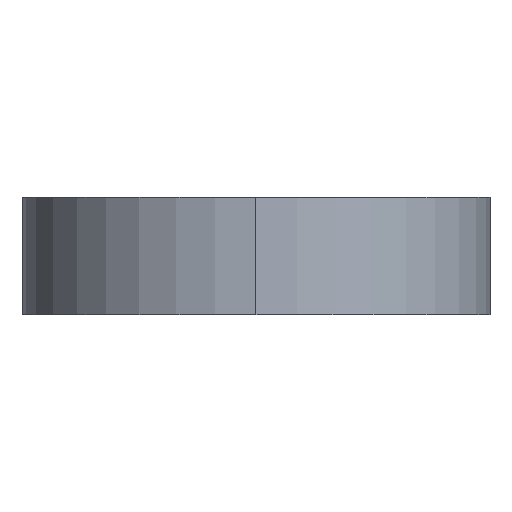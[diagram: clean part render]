
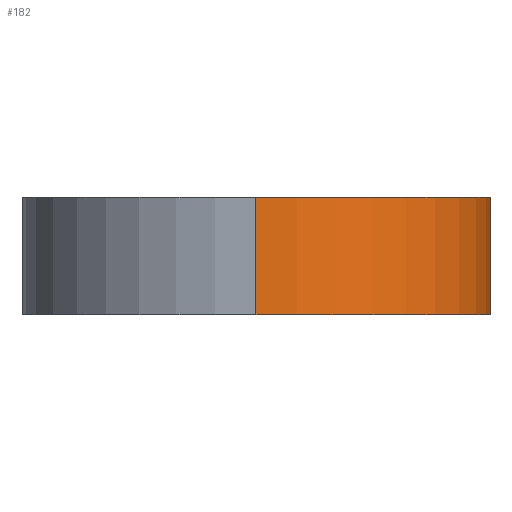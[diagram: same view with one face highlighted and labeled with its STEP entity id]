
A CAD part, left-side view. The second image highlights one B-rep face of the part: STEP entity #182.
In plain terms, the highlighted cylindrical face has radius 20 mm (diameter 40 mm), a partial arc.
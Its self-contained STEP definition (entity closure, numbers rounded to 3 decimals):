
#10 = VERTEX_POINT ( 'NONE', #134 ) ;
#14 = CARTESIAN_POINT ( 'NONE',  ( 0., 0., -5. ) ) ;
#19 = CARTESIAN_POINT ( 'NONE',  ( 20., 0., -5. ) ) ;
#21 = CARTESIAN_POINT ( 'NONE',  ( 20., 0., 5. ) ) ;
#25 = CARTESIAN_POINT ( 'NONE',  ( 20., 0., -5. ) ) ;
#35 = CARTESIAN_POINT ( 'NONE',  ( 0., 0., 5. ) ) ;
#44 = CARTESIAN_POINT ( 'NONE',  ( 19.96, -1.303, 4.839 ) ) ;
#51 = CARTESIAN_POINT ( 'NONE',  ( 19.602, -3.975, 3.051 ) ) ;
#52 = CARTESIAN_POINT ( 'NONE',  ( 19.375, -4.959, 0.66 ) ) ;
#55 = CARTESIAN_POINT ( 'NONE',  ( 19.43, -4.743, 1.616 ) ) ;
#66 = CARTESIAN_POINT ( 'NONE',  ( -20., 0., 5. ) ) ;
#74 = CARTESIAN_POINT ( 'NONE',  ( 19.844, -2.51, -4.337 ) ) ;
#77 = CARTESIAN_POINT ( 'NONE',  ( 19.382, -4.935, 0.821 ) ) ;
#78 = CARTESIAN_POINT ( 'NONE',  ( 19.726, -3.308, -3.763 ) ) ;
#79 = CARTESIAN_POINT ( 'NONE',  ( 19.727, -3.304, 3.767 ) ) ;
#81 = CARTESIAN_POINT ( 'NONE',  ( 19.406, -4.84, -1.296 ) ) ;
#90 = EDGE_CURVE ( 'NONE', #10, #158, #119, .T. ) ;
#95 = AXIS2_PLACEMENT_3D ( 'NONE', #35, #142, #278 ) ;
#101 = B_SPLINE_CURVE_WITH_KNOTS ( 'NONE', 3,
 ( #343, #205, #105, #44, #175, #153, #198, #133, #79, #179, #51, #320, #201, #55, #314, #77, #52, #178, #290, #310, #154, #81, #180, #261, #131, #149, #257, #78, #230, #74, #156, #107, #288, #236, #284, #19 ),
 .UNSPECIFIED., .F., .F.,
 ( 4, 2, 2, 2, 2, 2, 2, 2, 2, 2, 2, 2, 2, 2, 2, 2, 2, 4 ),
 ( 0.016, 0.017, 0.018, 0.019, 0.02, 0.021, 0.022, 0.023, 0.023, 0.024, 0.025, 0.026, 0.026, 0.027, 0.028, 0.029, 0.03, 0.031 ),
 .UNSPECIFIED. ) ;
#105 = CARTESIAN_POINT ( 'NONE',  ( 19.992, -0.653, 4.968 ) ) ;
#107 = CARTESIAN_POINT ( 'NONE',  ( 19.936, -1.621, -4.741 ) ) ;
#113 = CIRCLE ( 'NONE', #95, 20. ) ;
#119 = LINE ( 'NONE', #331, #337 ) ;
#123 = EDGE_CURVE ( 'NONE', #10, #298, #282, .T. ) ;
#131 = CARTESIAN_POINT ( 'NONE',  ( 19.524, -4.34, -2.505 ) ) ;
#133 = CARTESIAN_POINT ( 'NONE',  ( 19.768, -3.053, 3.973 ) ) ;
#134 = CARTESIAN_POINT ( 'NONE',  ( -20., 0., -5. ) ) ;
#136 = ORIENTED_EDGE ( 'NONE', *, *, #90, .F. ) ;
#141 = ORIENTED_EDGE ( 'NONE', *, *, #123, .T. ) ;
#142 = DIRECTION ( 'NONE',  ( 0., 0., 1. ) ) ;
#144 = ORIENTED_EDGE ( 'NONE', *, *, #234, .F. ) ;
#145 = FACE_OUTER_BOUND ( 'NONE', #165, .T. ) ;
#149 = CARTESIAN_POINT ( 'NONE',  ( 19.602, -3.975, -3.05 ) ) ;
#153 = CARTESIAN_POINT ( 'NONE',  ( 19.879, -2.218, 4.493 ) ) ;
#154 = CARTESIAN_POINT ( 'NONE',  ( 19.373, -4.968, -0.654 ) ) ;
#156 = CARTESIAN_POINT ( 'NONE',  ( 19.878, -2.223, -4.49 ) ) ;
#158 = VERTEX_POINT ( 'NONE', #66 ) ;
#165 = EDGE_LOOP ( 'NONE', ( #136, #141, #144, #214 ) ) ;
#172 = EDGE_CURVE ( 'NONE', #158, #212, #113, .T. ) ;
#175 = CARTESIAN_POINT ( 'NONE',  ( 19.937, -1.615, 4.743 ) ) ;
#178 = CARTESIAN_POINT ( 'NONE',  ( 19.367, -4.992, 0.333 ) ) ;
#179 = CARTESIAN_POINT ( 'NONE',  ( 19.644, -3.765, 3.307 ) ) ;
#180 = CARTESIAN_POINT ( 'NONE',  ( 19.43, -4.743, -1.615 ) ) ;
#182 = ADVANCED_FACE ( 'NONE', ( #145 ), #307, .T. ) ;
#190 = DIRECTION ( 'NONE',  ( 0., 0., 1. ) ) ;
#192 = DIRECTION ( 'NONE',  ( 1., 0., 0. ) ) ;
#193 = DIRECTION ( 'NONE',  ( 0., 0., 1. ) ) ;
#198 = CARTESIAN_POINT ( 'NONE',  ( 19.844, -2.51, 4.337 ) ) ;
#201 = CARTESIAN_POINT ( 'NONE',  ( 19.49, -4.49, 2.224 ) ) ;
#205 = CARTESIAN_POINT ( 'NONE',  ( 20., -0.327, 5. ) ) ;
#212 = VERTEX_POINT ( 'NONE', #21 ) ;
#214 = ORIENTED_EDGE ( 'NONE', *, *, #172, .F. ) ;
#224 = DIRECTION ( 'NONE',  ( 1., 0., 0. ) ) ;
#230 = CARTESIAN_POINT ( 'NONE',  ( 19.767, -3.055, -3.972 ) ) ;
#234 = EDGE_CURVE ( 'NONE', #212, #298, #101, .T. ) ;
#236 = CARTESIAN_POINT ( 'NONE',  ( 19.992, -0.659, -4.967 ) ) ;
#250 = DIRECTION ( 'NONE',  ( 0., 0., 1. ) ) ;
#255 = CARTESIAN_POINT ( 'NONE',  ( 0., 0., -5. ) ) ;
#257 = CARTESIAN_POINT ( 'NONE',  ( 19.643, -3.767, -3.304 ) ) ;
#261 = CARTESIAN_POINT ( 'NONE',  ( 19.489, -4.493, -2.218 ) ) ;
#264 = AXIS2_PLACEMENT_3D ( 'NONE', #255, #190, #224 ) ;
#278 = DIRECTION ( 'NONE',  ( 1., 0., 0. ) ) ;
#282 = CIRCLE ( 'NONE', #264, 20. ) ;
#284 = CARTESIAN_POINT ( 'NONE',  ( 20., -0.332, -5. ) ) ;
#288 = CARTESIAN_POINT ( 'NONE',  ( 19.96, -1.303, -4.838 ) ) ;
#290 = CARTESIAN_POINT ( 'NONE',  ( 19.365, -5., 0.166 ) ) ;
#298 = VERTEX_POINT ( 'NONE', #25 ) ;
#307 = CYLINDRICAL_SURFACE ( 'NONE', #311, 20. ) ;
#310 = CARTESIAN_POINT ( 'NONE',  ( 19.365, -5., -0.328 ) ) ;
#311 = AXIS2_PLACEMENT_3D ( 'NONE', #14, #250, #192 ) ;
#314 = CARTESIAN_POINT ( 'NONE',  ( 19.406, -4.839, 1.301 ) ) ;
#320 = CARTESIAN_POINT ( 'NONE',  ( 19.525, -4.336, 2.511 ) ) ;
#331 = CARTESIAN_POINT ( 'NONE',  ( -20., 0., -5. ) ) ;
#337 = VECTOR ( 'NONE', #193, 1000. ) ;
#343 = CARTESIAN_POINT ( 'NONE',  ( 20., 0., 5. ) ) ;
